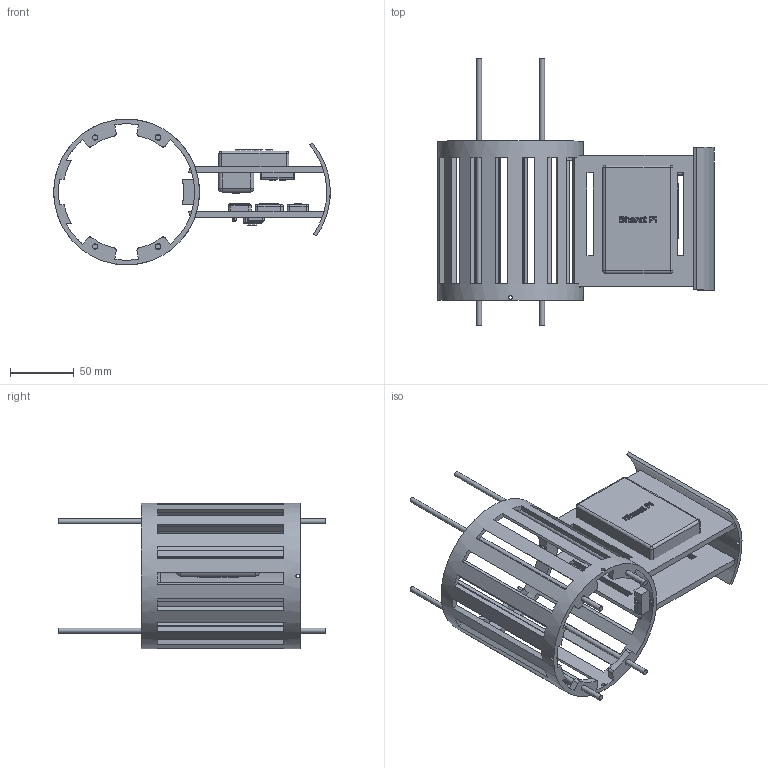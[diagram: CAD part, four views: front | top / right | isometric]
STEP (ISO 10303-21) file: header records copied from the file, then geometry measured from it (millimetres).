
FILE_DESCRIPTION(/* description */ (''),/* implementation_level */ '2;1');
FILE_NAME(/* name */ 'pinaka.step',/* time_stamp */ '2024-09-29T23:57:31+05:30',/* author */ (''),/* organization */ (''),/* preprocessor_version */ 'ST-DEVELOPER v20',/* originating_system */ 'Autodesk Translation Framework v13.20.0.188',/* authorisation */ '');
FILE_SCHEMA (('AUTOMOTIVE_DESIGN { 1 0 10303 214 3 1 1 }'));
Products named in the file (1): pinaka
Bounding box: 217.25 x 210 x 114.5 mm (x, y, z)
Volume: 348441 mm3; surface area: 176784.4 mm2
Topology: 15 solids, 15 shells, 1638 faces, 4475 edges, 2958 vertices
Faces by surface type: plane 778, bspline 715, cylinder 133, sphere 12
Full cylindrical faces by diameter (mm): 3 x8, 4 x4, 4.2 x4, 4.4 x4, 114.5 x1
Entity records: 58821 total; most frequent: CARTESIAN_POINT 21713, ORIENTED_EDGE 8950, DIRECTION 5289, EDGE_CURVE 4475, VERTEX_POINT 2958, LINE 2677, VECTOR 2677, EDGE_LOOP 1799
